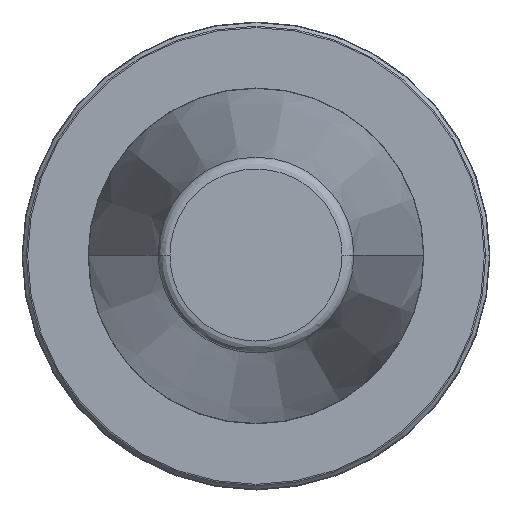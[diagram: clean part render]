
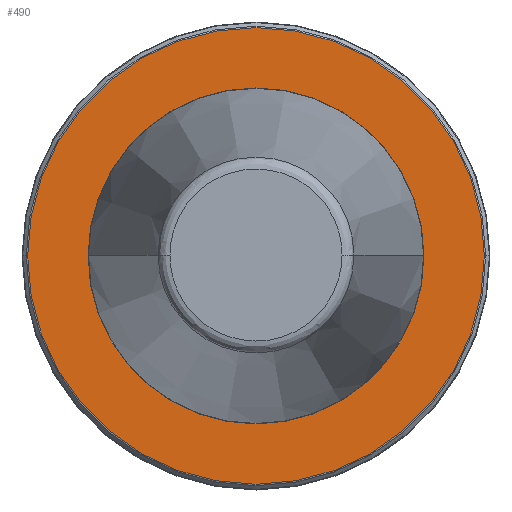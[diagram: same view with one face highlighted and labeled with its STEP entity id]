
A CAD part, top view. The second image highlights one B-rep face of the part: STEP entity #490.
In plain terms, the highlighted planar face has unit normal (0, 0, 1).
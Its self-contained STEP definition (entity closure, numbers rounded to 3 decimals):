
#10 = CIRCLE ( 'NONE', #2021, 35. ) ;
#61 = EDGE_CURVE ( 'NONE', #1660, #1125, #10, .T. ) ;
#189 = DIRECTION ( 'NONE',  ( -1., 0., 0. ) ) ;
#225 = DIRECTION ( 'NONE',  ( 0., 0., -1. ) ) ;
#234 = CARTESIAN_POINT ( 'NONE',  ( 114.67, 116.546, 95.565 ) ) ;
#288 = FACE_OUTER_BOUND ( 'NONE', #1494, .T. ) ;
#292 = CARTESIAN_POINT ( 'NONE',  ( 79.67, 116.546, 95.565 ) ) ;
#329 = DIRECTION ( 'NONE',  ( -1., 0., 0. ) ) ;
#353 = FACE_BOUND ( 'NONE', #2172, .T. ) ;
#418 = DIRECTION ( 'NONE',  ( -1., 0., 0. ) ) ;
#424 = ORIENTED_EDGE ( 'NONE', *, *, #1957, .F. ) ;
#451 = CARTESIAN_POINT ( 'NONE',  ( 79.67, 116.546, 95.565 ) ) ;
#481 = DIRECTION ( 'NONE',  ( 0., 0., -1. ) ) ;
#490 = ADVANCED_FACE ( 'NONE', ( #288, #353 ), #1450, .F. ) ;
#609 = VERTEX_POINT ( 'NONE', #1654 ) ;
#615 = DIRECTION ( 'NONE',  ( -1., 0., 0. ) ) ;
#642 = CARTESIAN_POINT ( 'NONE',  ( 44.669, 116.546, 95.565 ) ) ;
#647 = AXIS2_PLACEMENT_3D ( 'NONE', #451, #481, #418 ) ;
#966 = AXIS2_PLACEMENT_3D ( 'NONE', #1937, #1930, #1757 ) ;
#1011 = AXIS2_PLACEMENT_3D ( 'NONE', #292, #225, #189 ) ;
#1036 = ORIENTED_EDGE ( 'NONE', *, *, #1670, .T. ) ;
#1125 = VERTEX_POINT ( 'NONE', #234 ) ;
#1153 = DIRECTION ( 'NONE',  ( 0., 0., -1. ) ) ;
#1165 = CARTESIAN_POINT ( 'NONE',  ( 54.921, 141.295, 95.565 ) ) ;
#1211 = CARTESIAN_POINT ( 'NONE',  ( 79.67, 116.546, 95.565 ) ) ;
#1236 = DIRECTION ( 'NONE',  ( 0., 0., -1. ) ) ;
#1439 = CIRCLE ( 'NONE', #966, 47.584 ) ;
#1450 = PLANE ( 'NONE',  #2050 ) ;
#1481 = ORIENTED_EDGE ( 'NONE', *, *, #1674, .F. ) ;
#1494 = EDGE_LOOP ( 'NONE', ( #1481, #424 ) ) ;
#1654 = CARTESIAN_POINT ( 'NONE',  ( 127.254, 116.546, 95.565 ) ) ;
#1660 = VERTEX_POINT ( 'NONE', #642 ) ;
#1670 = EDGE_CURVE ( 'NONE', #1125, #1660, #2120, .T. ) ;
#1674 = EDGE_CURVE ( 'NONE', #2234, #609, #2198, .T. ) ;
#1757 = DIRECTION ( 'NONE',  ( -1., 0., 0. ) ) ;
#1924 = ORIENTED_EDGE ( 'NONE', *, *, #61, .T. ) ;
#1930 = DIRECTION ( 'NONE',  ( 0., 0., -1. ) ) ;
#1937 = CARTESIAN_POINT ( 'NONE',  ( 79.67, 116.546, 95.565 ) ) ;
#1957 = EDGE_CURVE ( 'NONE', #609, #2234, #1439, .T. ) ;
#2006 = CARTESIAN_POINT ( 'NONE',  ( 32.085, 116.546, 95.565 ) ) ;
#2021 = AXIS2_PLACEMENT_3D ( 'NONE', #1211, #1236, #615 ) ;
#2050 = AXIS2_PLACEMENT_3D ( 'NONE', #1165, #1153, #329 ) ;
#2120 = CIRCLE ( 'NONE', #647, 35. ) ;
#2172 = EDGE_LOOP ( 'NONE', ( #1924, #1036 ) ) ;
#2198 = CIRCLE ( 'NONE', #1011, 47.584 ) ;
#2234 = VERTEX_POINT ( 'NONE', #2006 ) ;
